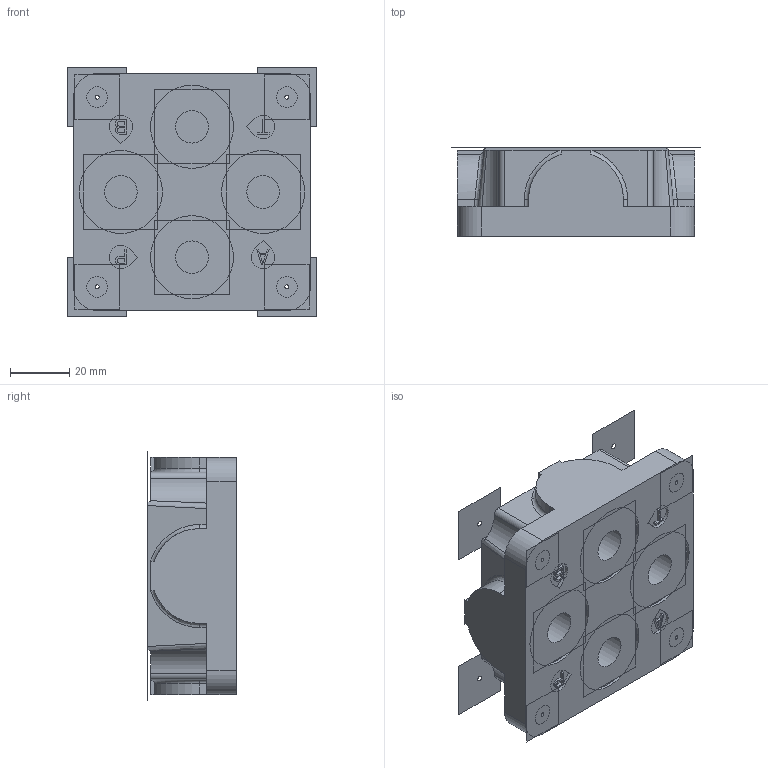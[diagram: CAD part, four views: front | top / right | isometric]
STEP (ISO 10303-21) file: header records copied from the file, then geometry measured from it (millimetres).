
FILE_DESCRIPTION((''),'2;1');
FILE_NAME('MRSK-3_1_ASM','2007-04-12T',('be-bs'),(''),'PRO/ENGINEER BY PARAMETRIC TECHNOLOGY CORPORATION, 2006010','PRO/ENGINEER BY PARAMETRIC TECHNOLOGY CORPORATION, 2006010','');
FILE_SCHEMA(('CONFIG_CONTROL_DESIGN'));
Length unit declared in the file: millimetre
Products named in the file (10): MRSK-3_2; FIX_TRAV_BLOC; FIX_TRAV_BLOC_ASM; BO_TRAV_METRIQUE; BO_TRAV_METRIQUE_ASM; PTAB-7_D-4; CETOP3_DIA-7_ASM; RAC_GAZ_LAR; RAC_GAZ_LAR_ASM; MRSK-3_1_ASM
Assembly tree (18 placements, depth 3):
  MRSK-3_1_ASM
    MRSK-3_2
    FIX_TRAV_BLOC_ASM  x4
      FIX_TRAV_BLOC
    BO_TRAV_METRIQUE_ASM  x4
      BO_TRAV_METRIQUE
    CETOP3_DIA-7_ASM
      PTAB-7_D-4
    RAC_GAZ_LAR_ASM  x4
      RAC_GAZ_LAR
Bounding box: 84 x 30 x 84 mm (x, y, z)
Volume: 142912.7 mm3; surface area: 37879 mm2
Topology: 1 solids, 22 shells, 747 faces, 2110 edges, 1423 vertices
Faces by surface type: plane 619, cylinder 98, cone 18, bspline 8, torus 4
Entity records: 24196 total; most frequent: CARTESIAN_POINT 4937, ORIENTED_EDGE 4004, DIRECTION 3722, EDGE_CURVE 2038, VECTOR 1762, LINE 1762, VERTEX_POINT 1369, AXIS2_PLACEMENT_3D 980
